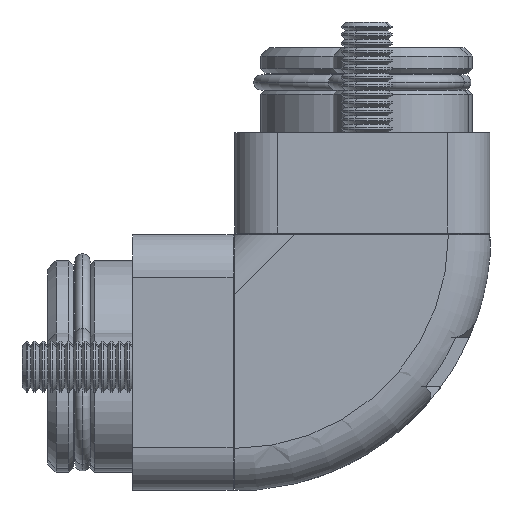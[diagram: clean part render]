
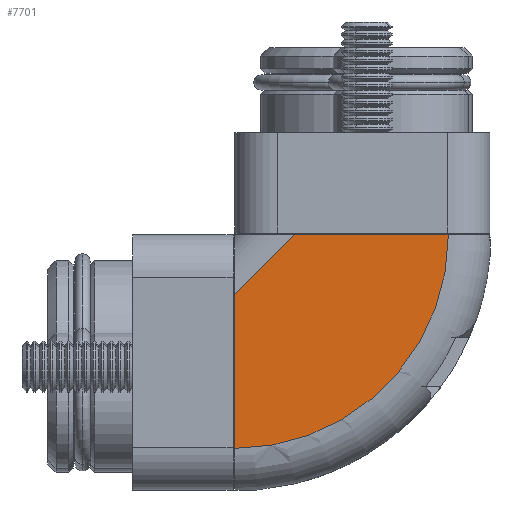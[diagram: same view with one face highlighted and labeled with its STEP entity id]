
A CAD part, front view. The second image highlights one B-rep face of the part: STEP entity #7701.
In plain terms, the highlighted planar face has unit normal (0, -1, 0).
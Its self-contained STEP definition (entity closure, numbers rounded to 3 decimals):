
#1283 = LINE ( 'NONE', #58208, #23948 ) ;
#2120 = CARTESIAN_POINT ( 'NONE',  ( -28.153, -31.28, 19.393 ) ) ;
#2439 = CARTESIAN_POINT ( 'NONE',  ( -24.617, -31.28, 30. ) ) ;
#2710 = VERTEX_POINT ( 'NONE', #54738 ) ;
#3474 = FACE_OUTER_BOUND ( 'NONE', #11551, .T. ) ;
#6800 = DIRECTION ( 'NONE',  ( 0., 1., 0. ) ) ;
#7701 = ADVANCED_FACE ( 'NONE', ( #3474 ), #56090, .F. ) ;
#10830 = AXIS2_PLACEMENT_3D ( 'NONE', #22076, #47704, #47260 ) ;
#11273 = EDGE_CURVE ( 'NONE', #2710, #57840, #1283, .T. ) ;
#11551 = EDGE_LOOP ( 'NONE', ( #22673, #22528, #42552, #56018 ) ) ;
#13849 = VERTEX_POINT ( 'NONE', #64729 ) ;
#14942 = VECTOR ( 'NONE', #54212, 1000. ) ;
#18553 = DIRECTION ( 'NONE',  ( 1., 0., 0. ) ) ;
#20920 = EDGE_CURVE ( 'NONE', #13849, #28892, #56241, .T. ) ;
#22076 = CARTESIAN_POINT ( 'NONE',  ( -24.617, -31.28, 30. ) ) ;
#22528 = ORIENTED_EDGE ( 'NONE', *, *, #11273, .T. ) ;
#22673 = ORIENTED_EDGE ( 'NONE', *, *, #58050, .F. ) ;
#23948 = VECTOR ( 'NONE', #42419, 1000. ) ;
#24968 = EDGE_CURVE ( 'NONE', #57840, #28892, #27709, .T. ) ;
#27709 = CIRCLE ( 'NONE', #10830, 25.113 ) ;
#28892 = VERTEX_POINT ( 'NONE', #57150 ) ;
#35127 = AXIS2_PLACEMENT_3D ( 'NONE', #35369, #6800, #18553 ) ;
#35369 = CARTESIAN_POINT ( 'NONE',  ( -24.617, -31.28, 30. ) ) ;
#42419 = DIRECTION ( 'NONE',  ( 0., 0., -1. ) ) ;
#42552 = ORIENTED_EDGE ( 'NONE', *, *, #24968, .T. ) ;
#44190 = VECTOR ( 'NONE', #54307, 1000. ) ;
#47260 = DIRECTION ( 'NONE',  ( 0., 0., 1. ) ) ;
#47704 = DIRECTION ( 'NONE',  ( 0., -1., 0. ) ) ;
#49094 = LINE ( 'NONE', #2120, #14942 ) ;
#54212 = DIRECTION ( 'NONE',  ( 0.707, 0., 0.707 ) ) ;
#54307 = DIRECTION ( 'NONE',  ( 1., 0., 0. ) ) ;
#54738 = CARTESIAN_POINT ( 'NONE',  ( -24.617, -31.28, 22.929 ) ) ;
#56018 = ORIENTED_EDGE ( 'NONE', *, *, #20920, .F. ) ;
#56090 = PLANE ( 'NONE',  #35127 ) ;
#56241 = LINE ( 'NONE', #2439, #44190 ) ;
#57150 = CARTESIAN_POINT ( 'NONE',  ( 0.495, -31.28, 30. ) ) ;
#57840 = VERTEX_POINT ( 'NONE', #62085 ) ;
#58050 = EDGE_CURVE ( 'NONE', #2710, #13849, #49094, .T. ) ;
#58208 = CARTESIAN_POINT ( 'NONE',  ( -24.617, -31.28, 30. ) ) ;
#62085 = CARTESIAN_POINT ( 'NONE',  ( -24.617, -31.28, 4.887 ) ) ;
#64729 = CARTESIAN_POINT ( 'NONE',  ( -17.546, -31.28, 30. ) ) ;
